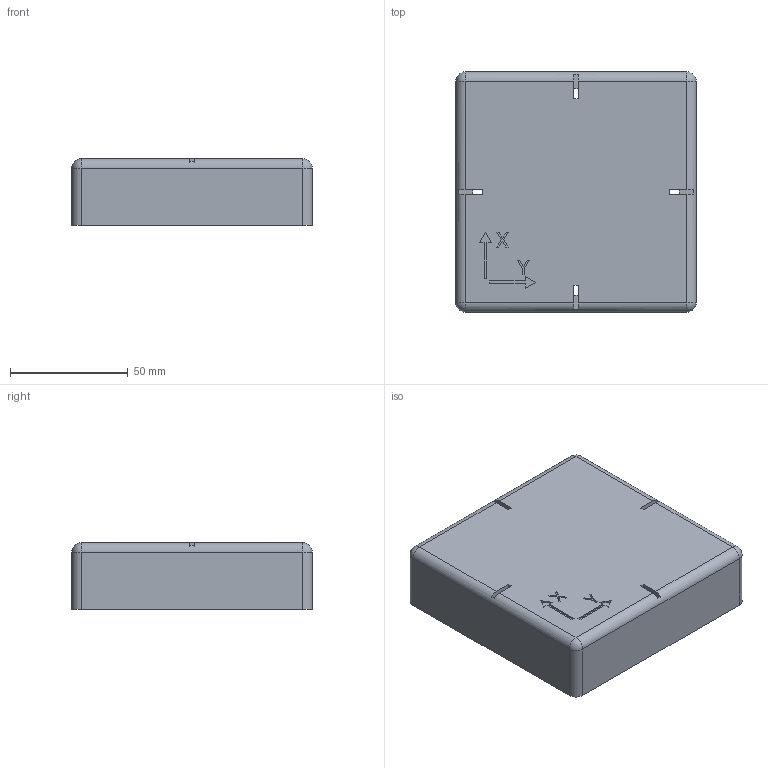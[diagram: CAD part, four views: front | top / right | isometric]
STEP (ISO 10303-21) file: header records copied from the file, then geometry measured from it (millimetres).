
FILE_DESCRIPTION(/* description */ (''),/* implementation_level */ '2;1');
FILE_NAME(/* name */ 'Mainbody.stp',/* time_stamp */ '2025-03-11T11:13:35+01:00',/* author */ ('tzu98'),/* organization */ (''),/* preprocessor_version */ 'ST-DEVELOPER v20',/* originating_system */ 'Autodesk Inventor 2025',/* authorisation */ '');
FILE_SCHEMA (('AUTOMOTIVE_DESIGN { 1 0 10303 214 3 1 1 }'));
Length unit declared in the file: millimetre
Products named in the file (1): Mainbody
Bounding box: 102 x 102 x 28.2 mm (x, y, z)
Volume: 37980.8 mm3; surface area: 49877.6 mm2
Topology: 1 solids, 1 shells, 368 faces, 1012 edges, 659 vertices
Faces by surface type: plane 168, cylinder 153, cone 24, bspline 11, torus 8, sphere 4
Full cylindrical faces by diameter (mm): 3.15 x4, 7 x4
Entity records: 12557 total; most frequent: CARTESIAN_POINT 2995, ORIENTED_EDGE 2022, DIRECTION 2006, EDGE_CURVE 1011, AXIS2_PLACEMENT_3D 720, VERTEX_POINT 659, LINE 566, VECTOR 566
